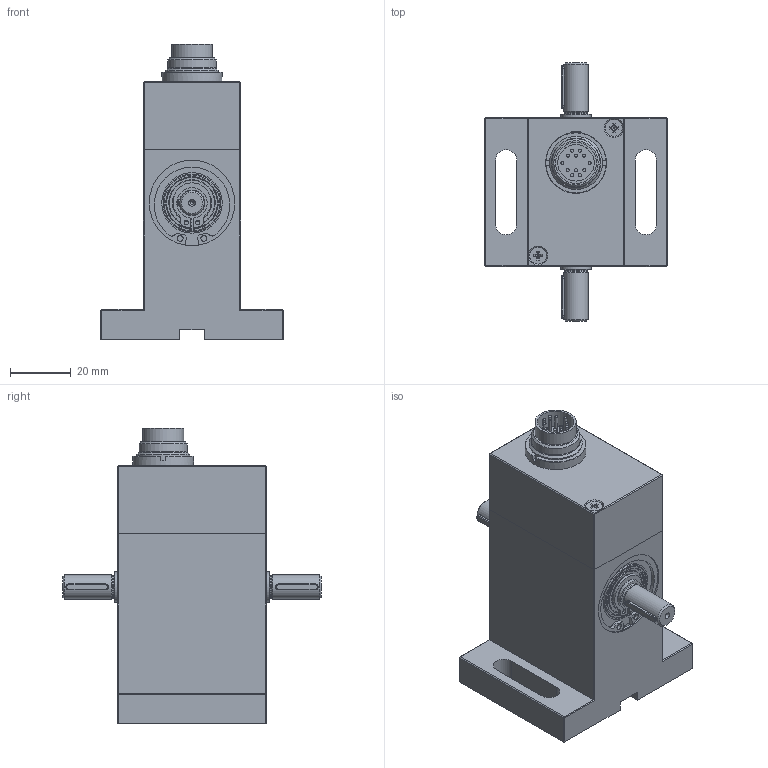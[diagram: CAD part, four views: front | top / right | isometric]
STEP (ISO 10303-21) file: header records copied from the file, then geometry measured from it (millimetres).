
FILE_DESCRIPTION( ( 'Unknown' ), '1' );
FILE_NAME( '2266-Z06_DOC-00103678.stp', 'Unknown', ( 'Unknown' ), ( 'Unknown' ), 'PSStep 17.0.49', 'Unknown', ' ' );
FILE_SCHEMA( ( 'AUTOMOTIVE_DESIGN { 1 0 10303 214 1 1 1 1 }' ) );
Length unit declared in the file: millimetre
Products named in the file (27): 2266-b10_doc-00048650-oa1; 2266-001_doc-00048641; INA-17x26x5-61803 2Z; Sicherungsring DIN 472-26x1,2-T1; Sicherungsring DIN 472-28x1,2-T1-oa0; 2112-b90_doc-00052766; 2112-040_DOC-00052769; Sicherungsring DIN 471-10x1-T1; INA-10x19x5-61800 2Z; 2112-007_doc-00043959; Paßfeder A2x2x14 DIN 6885; Paßfeder A2x2x14 DIN 6885-oa3; 2266-b05_doc-00045796; 2266-002_doc-00045790; senkschraube din 965-m3x25-h; senkschraube din 965-m3x25-h-oa2; Assem1; flanschstecker 12-polig serie 723; mutter_09-0323-89-06_DOC-00067592
Assembly tree (26 placements, depth 3):
  Assem1
    flanschstecker 12-polig serie 723
    mutter_09-0323-89-06_DOC-00067592
    2266-b10_doc-00048650-oa1
      2266-001_doc-00048641
      INA-17x26x5-61803 2Z
      INA-17x26x5-61803 2Z
      INA-17x26x5-61803 2Z
      INA-17x26x5-61803 2Z
      INA-17x26x5-61803 2Z
      Sicherungsring DIN 472-26x1,2-T1
      Sicherungsring DIN 472-28x1,2-T1-oa0
    2266-b05_doc-00045796
      2266-002_doc-00045790
      senkschraube din 965-m3x25-h
      senkschraube din 965-m3x25-h-oa2
    2112-b90_doc-00052766
      2112-040_DOC-00052769
      Sicherungsring DIN 471-10x1-T1
      INA-10x19x5-61800 2Z
      INA-10x19x5-61800 2Z
      INA-10x19x5-61800 2Z
      INA-10x19x5-61800 2Z
      INA-10x19x5-61800 2Z
      2112-007_doc-00043959
      Paßfeder A2x2x14 DIN 6885
      Paßfeder A2x2x14 DIN 6885-oa3
Bounding box: 60 x 85 x 97.2 mm (x, y, z)
Volume: 121332.7 mm3; surface area: 43706.6 mm2
Topology: 23 solids, 25 shells, 424 faces, 893 edges, 577 vertices
Faces by surface type: plane 217, cylinder 151, cone 28, torus 28
Full cylindrical faces by diameter (mm): 1 x26, 1.5 x2, 2 x4, 2.387 x2, 3 x2, 3.4 x2, 5.6 x2, 7.6 x2, 8 x2, 9.4 x1, 10 x4, 12 x1, 12.6 x2, 12.8 x2, 12.9 x2, 13.5 x1, 15 x1, 15.875 x1, 16.7 x2, 17 x2, 17.08 x2, 17.188 x1, 17.28 x2, 17.3 x2, 17.462 x1, 17.8 x1, 19 x2, 19.9 x1, 20 x2, 20.2 x2
Entity records: 14268 total; most frequent: DIRECTION 1954, CARTESIAN_POINT 1776, ORIENTED_EDGE 1404, AXIS2_PLACEMENT_3D 806, EDGE_CURVE 702, EDGE_LOOP 672, VERTEX_POINT 540, FACE_OUTER_BOUND 536
